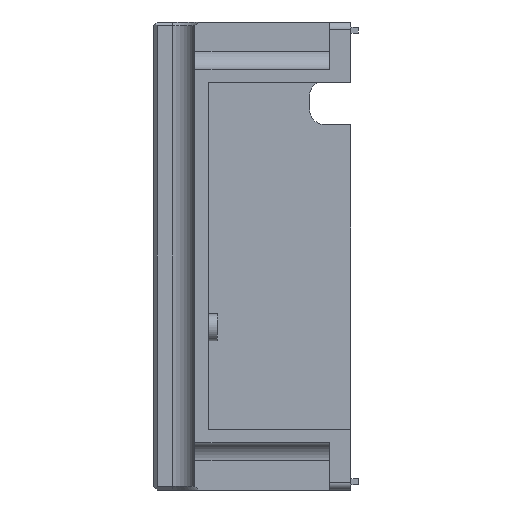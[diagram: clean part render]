
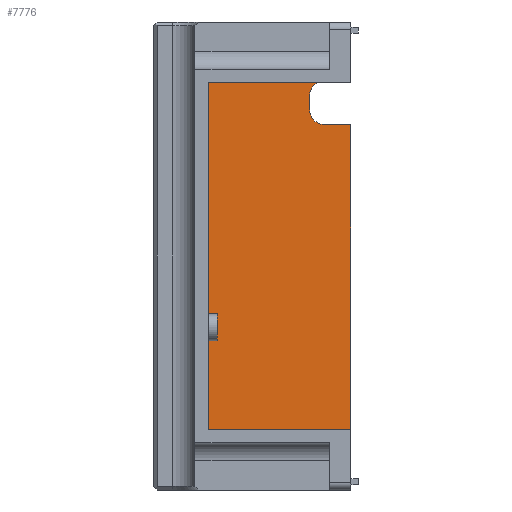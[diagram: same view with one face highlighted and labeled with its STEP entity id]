
A CAD part, front view. The second image highlights one B-rep face of the part: STEP entity #7776.
In plain terms, the highlighted planar face has unit normal (0, -1, 0).
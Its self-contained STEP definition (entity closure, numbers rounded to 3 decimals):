
#198 = PLANE ( 'NONE',  #6982 ) ;
#250 = ORIENTED_EDGE ( 'NONE', *, *, #4571, .T. ) ;
#271 = LINE ( 'NONE', #3808, #1140 ) ;
#308 = DIRECTION ( 'NONE',  ( 0., 0., -1. ) ) ;
#338 = EDGE_CURVE ( 'NONE', #2100, #2560, #3716, .T. ) ;
#616 = CARTESIAN_POINT ( 'NONE',  ( 0.5, 89.2, 62.4 ) ) ;
#648 = DIRECTION ( 'NONE',  ( -1., 0., 0. ) ) ;
#706 = CARTESIAN_POINT ( 'NONE',  ( -23.5, 89.2, 7. ) ) ;
#1064 = VERTEX_POINT ( 'NONE', #6272 ) ;
#1119 = VECTOR ( 'NONE', #7527, 1000. ) ;
#1140 = VECTOR ( 'NONE', #7506, 1000. ) ;
#1255 = LINE ( 'NONE', #4979, #2297 ) ;
#1275 = EDGE_CURVE ( 'NONE', #1841, #1064, #1255, .T. ) ;
#1306 = LINE ( 'NONE', #706, #1119 ) ;
#1396 = EDGE_CURVE ( 'NONE', #2894, #6224, #271, .T. ) ;
#1399 = CARTESIAN_POINT ( 'NONE',  ( 0.5, 89.2, 48.7 ) ) ;
#1492 = FACE_OUTER_BOUND ( 'NONE', #4844, .T. ) ;
#1779 = CARTESIAN_POINT ( 'NONE',  ( -5., 89.2, 45.1 ) ) ;
#1780 = DIRECTION ( 'NONE',  ( 0., 0., -1. ) ) ;
#1831 = CARTESIAN_POINT ( 'NONE',  ( -3., 89.2, 54.6 ) ) ;
#1841 = VERTEX_POINT ( 'NONE', #1399 ) ;
#2100 = VERTEX_POINT ( 'NONE', #4959 ) ;
#2288 = ORIENTED_EDGE ( 'NONE', *, *, #5838, .T. ) ;
#2297 = VECTOR ( 'NONE', #648, 1000. ) ;
#2335 = EDGE_CURVE ( 'NONE', #5959, #6224, #1306, .T. ) ;
#2485 = DIRECTION ( 'NONE',  ( 0., 1., 0. ) ) ;
#2560 = VERTEX_POINT ( 'NONE', #1831 ) ;
#2623 = VECTOR ( 'NONE', #5165, 1000. ) ;
#2642 = LINE ( 'NONE', #2716, #2623 ) ;
#2716 = CARTESIAN_POINT ( 'NONE',  ( -24.8, 89.2, 54.6 ) ) ;
#2747 = CIRCLE ( 'NONE', #6468, 2. ) ;
#2894 = VERTEX_POINT ( 'NONE', #4587 ) ;
#2897 = VECTOR ( 'NONE', #4347, 1000. ) ;
#2952 = AXIS2_PLACEMENT_3D ( 'NONE', #3359, #5810, #308 ) ;
#3052 = CARTESIAN_POINT ( 'NONE',  ( -3., 89.2, 50.7 ) ) ;
#3359 = CARTESIAN_POINT ( 'NONE',  ( -3., 89.2, 52.6 ) ) ;
#3690 = ORIENTED_EDGE ( 'NONE', *, *, #1396, .F. ) ;
#3716 = CIRCLE ( 'NONE', #2952, 2. ) ;
#3750 = ORIENTED_EDGE ( 'NONE', *, *, #6025, .F. ) ;
#3808 = CARTESIAN_POINT ( 'NONE',  ( -24.8, 89.2, 7.8 ) ) ;
#3833 = CARTESIAN_POINT ( 'NONE',  ( -5., 89.2, 50.7 ) ) ;
#4271 = ORIENTED_EDGE ( 'NONE', *, *, #2335, .T. ) ;
#4283 = EDGE_CURVE ( 'NONE', #1841, #2894, #5471, .T. ) ;
#4347 = DIRECTION ( 'NONE',  ( 0., 0., -1. ) ) ;
#4377 = ORIENTED_EDGE ( 'NONE', *, *, #1275, .T. ) ;
#4535 = CARTESIAN_POINT ( 'NONE',  ( -24.8, 89.2, 62.4 ) ) ;
#4571 = EDGE_CURVE ( 'NONE', #5169, #2100, #7383, .T. ) ;
#4587 = CARTESIAN_POINT ( 'NONE',  ( 0.5, 89.2, 7.8 ) ) ;
#4656 = VECTOR ( 'NONE', #5461, 1000. ) ;
#4844 = EDGE_LOOP ( 'NONE', ( #5459, #3750, #4271, #3690, #7441, #4377, #2288, #250 ) ) ;
#4959 = CARTESIAN_POINT ( 'NONE',  ( -5., 89.2, 52.6 ) ) ;
#4979 = CARTESIAN_POINT ( 'NONE',  ( 0., 89.2, 48.7 ) ) ;
#5102 = DIRECTION ( 'NONE',  ( 0., -1., 0. ) ) ;
#5165 = DIRECTION ( 'NONE',  ( 1., 0., 0. ) ) ;
#5169 = VERTEX_POINT ( 'NONE', #3833 ) ;
#5459 = ORIENTED_EDGE ( 'NONE', *, *, #338, .T. ) ;
#5461 = DIRECTION ( 'NONE',  ( 0., 0., 1. ) ) ;
#5471 = LINE ( 'NONE', #616, #2897 ) ;
#5492 = CARTESIAN_POINT ( 'NONE',  ( -23.5, 89.2, 7.8 ) ) ;
#5810 = DIRECTION ( 'NONE',  ( 0., 1., 0. ) ) ;
#5817 = DIRECTION ( 'NONE',  ( 0., 0., -1. ) ) ;
#5838 = EDGE_CURVE ( 'NONE', #1064, #5169, #2747, .T. ) ;
#5959 = VERTEX_POINT ( 'NONE', #7458 ) ;
#6025 = EDGE_CURVE ( 'NONE', #5959, #2560, #2642, .T. ) ;
#6224 = VERTEX_POINT ( 'NONE', #5492 ) ;
#6272 = CARTESIAN_POINT ( 'NONE',  ( -3., 89.2, 48.7 ) ) ;
#6468 = AXIS2_PLACEMENT_3D ( 'NONE', #3052, #2485, #1780 ) ;
#6982 = AXIS2_PLACEMENT_3D ( 'NONE', #4535, #5102, #5817 ) ;
#7383 = LINE ( 'NONE', #1779, #4656 ) ;
#7441 = ORIENTED_EDGE ( 'NONE', *, *, #4283, .F. ) ;
#7458 = CARTESIAN_POINT ( 'NONE',  ( -23.5, 89.2, 54.6 ) ) ;
#7506 = DIRECTION ( 'NONE',  ( -1., 0., 0. ) ) ;
#7527 = DIRECTION ( 'NONE',  ( 0., 0., -1. ) ) ;
#7776 = ADVANCED_FACE ( 'NONE', ( #1492 ), #198, .T. ) ;
